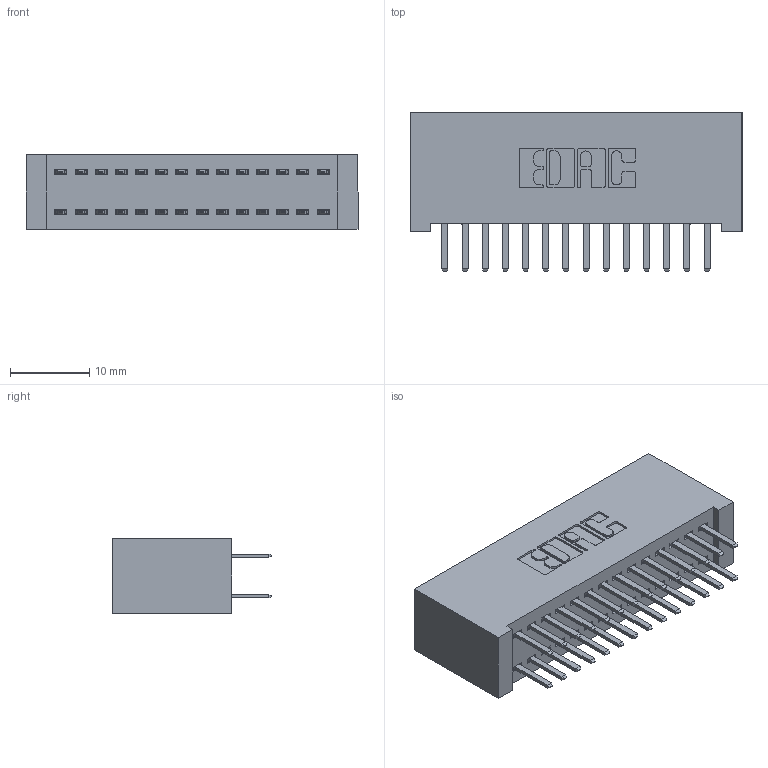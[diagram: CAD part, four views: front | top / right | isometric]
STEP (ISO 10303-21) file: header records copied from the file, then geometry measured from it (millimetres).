
FILE_DESCRIPTION (( 'STEP AP203' ), '1' );
FILE_NAME ('342-028-520-201.STEP', '2018-08-11T06:15:34', ( '' ), ( '' ), 'SwSTEP 2.0', 'SolidWorks 2016', '' );
FILE_SCHEMA (( 'CONFIG_CONTROL_DESIGN' ));
Length unit declared in the file: inch
Products named in the file (3): 342 Part_Lugless; 345-292-001_345-293-120; 342-028-520-201
Assembly tree (29 placements, depth 2):
  342-028-520-201
    342 Part_Lugless
    345-292-001_345-293-120  x28
Bounding box: 41.81 x 20.02 x 9.4 mm (x, y, z)
Volume: 4051.1 mm3; surface area: 6321.5 mm2
Topology: 29 solids, 29 shells, 1670 faces, 4839 edges, 3150 vertices
Faces by surface type: plane 1126, cylinder 544
Entity records: 12333 total; most frequent: CARTESIAN_POINT 2086, ORIENTED_EDGE 2010, DIRECTION 1813, EDGE_CURVE 1005, VECTOR 881, LINE 881, VERTEX_POINT 666, AXIS2_PLACEMENT_3D 466
